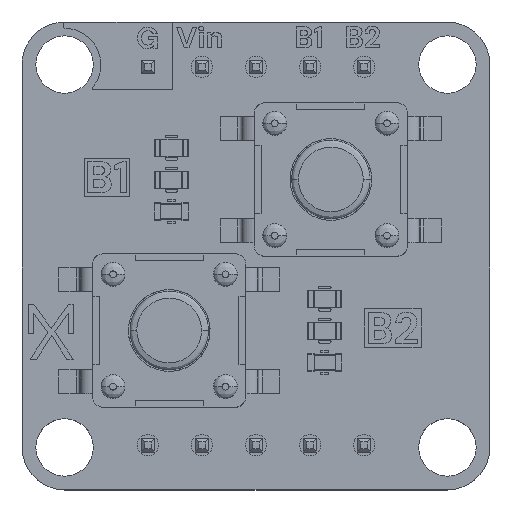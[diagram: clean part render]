
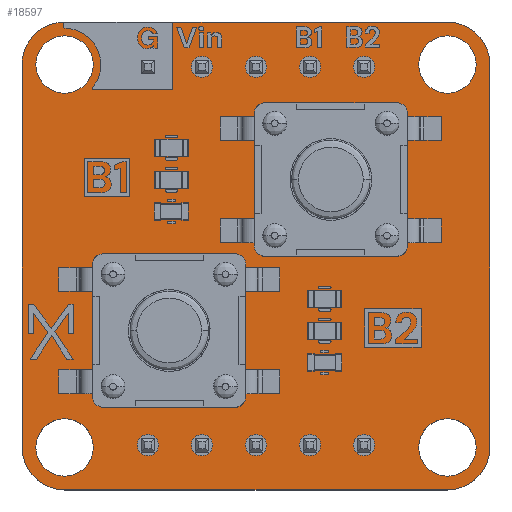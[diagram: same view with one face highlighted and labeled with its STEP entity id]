
A CAD part, top view. The second image highlights one B-rep face of the part: STEP entity #18597.
In plain terms, the highlighted planar face has unit normal (0, 0, 1).
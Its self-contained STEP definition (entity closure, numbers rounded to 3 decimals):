
#18294 = VERTEX_POINT('',#18295);
#18295 = CARTESIAN_POINT('',(8.998,10.998,1.51));
#18301 = EDGE_CURVE('',#18294,#18302,#18304,.T.);
#18302 = VERTEX_POINT('',#18303);
#18303 = CARTESIAN_POINT('',(10.998,8.998,1.51));
#18304 = CIRCLE('',#18305,2.);
#18305 = AXIS2_PLACEMENT_3D('',#18306,#18307,#18308);
#18306 = CARTESIAN_POINT('',(8.998,8.998,1.51));
#18307 = DIRECTION('',(0.,0.,-1.));
#18308 = DIRECTION('',(0.,1.,0.));
#18336 = VERTEX_POINT('',#18337);
#18337 = CARTESIAN_POINT('',(-8.993,10.998,1.51));
#18343 = EDGE_CURVE('',#18336,#18294,#18344,.T.);
#18344 = LINE('',#18345,#18346);
#18345 = CARTESIAN_POINT('',(-8.993,10.998,1.51));
#18346 = VECTOR('',#18347,1.);
#18347 = DIRECTION('',(1.,0.,0.));
#18365 = EDGE_CURVE('',#18302,#18366,#18368,.T.);
#18366 = VERTEX_POINT('',#18367);
#18367 = CARTESIAN_POINT('',(10.998,-9.002,1.51));
#18368 = LINE('',#18369,#18370);
#18369 = CARTESIAN_POINT('',(10.998,8.998,1.51));
#18370 = VECTOR('',#18371,1.);
#18371 = DIRECTION('',(0.,-1.,0.));
#18597 = ADVANCED_FACE('',(#18598,#18644,#18655,#18666,#18677,#18688,
    #18699,#18710,#18721,#18732,#18743,#18754,#18765,#18776,#18787),
  #18798,.T.);
#18598 = FACE_BOUND('',#18599,.T.);
#18599 = EDGE_LOOP('',(#18600,#18601,#18602,#18611,#18619,#18628,#18636,
    #18643));
#18600 = ORIENTED_EDGE('',*,*,#18301,.F.);
#18601 = ORIENTED_EDGE('',*,*,#18343,.F.);
#18602 = ORIENTED_EDGE('',*,*,#18603,.F.);
#18603 = EDGE_CURVE('',#18604,#18336,#18606,.T.);
#18604 = VERTEX_POINT('',#18605);
#18605 = CARTESIAN_POINT('',(-11.002,8.998,1.51));
#18606 = CIRCLE('',#18607,2.);
#18607 = AXIS2_PLACEMENT_3D('',#18608,#18609,#18610);
#18608 = CARTESIAN_POINT('',(-9.002,8.998,1.51));
#18609 = DIRECTION('',(0.,0.,-1.));
#18610 = DIRECTION('',(-1.,0.,-0.));
#18611 = ORIENTED_EDGE('',*,*,#18612,.F.);
#18612 = EDGE_CURVE('',#18613,#18604,#18615,.T.);
#18613 = VERTEX_POINT('',#18614);
#18614 = CARTESIAN_POINT('',(-11.002,-9.002,1.51));
#18615 = LINE('',#18616,#18617);
#18616 = CARTESIAN_POINT('',(-11.002,-9.002,1.51));
#18617 = VECTOR('',#18618,1.);
#18618 = DIRECTION('',(0.,1.,0.));
#18619 = ORIENTED_EDGE('',*,*,#18620,.F.);
#18620 = EDGE_CURVE('',#18621,#18613,#18623,.T.);
#18621 = VERTEX_POINT('',#18622);
#18622 = CARTESIAN_POINT('',(-9.002,-11.002,1.51));
#18623 = CIRCLE('',#18624,2.);
#18624 = AXIS2_PLACEMENT_3D('',#18625,#18626,#18627);
#18625 = CARTESIAN_POINT('',(-9.002,-9.002,1.51));
#18626 = DIRECTION('',(0.,0.,-1.));
#18627 = DIRECTION('',(0.,-1.,0.));
#18628 = ORIENTED_EDGE('',*,*,#18629,.F.);
#18629 = EDGE_CURVE('',#18630,#18621,#18632,.T.);
#18630 = VERTEX_POINT('',#18631);
#18631 = CARTESIAN_POINT('',(8.998,-11.002,1.51));
#18632 = LINE('',#18633,#18634);
#18633 = CARTESIAN_POINT('',(8.998,-11.002,1.51));
#18634 = VECTOR('',#18635,1.);
#18635 = DIRECTION('',(-1.,0.,0.));
#18636 = ORIENTED_EDGE('',*,*,#18637,.F.);
#18637 = EDGE_CURVE('',#18366,#18630,#18638,.T.);
#18638 = CIRCLE('',#18639,2.);
#18639 = AXIS2_PLACEMENT_3D('',#18640,#18641,#18642);
#18640 = CARTESIAN_POINT('',(8.998,-9.002,1.51));
#18641 = DIRECTION('',(0.,0.,-1.));
#18642 = DIRECTION('',(1.,0.,0.));
#18643 = ORIENTED_EDGE('',*,*,#18365,.F.);
#18644 = FACE_BOUND('',#18645,.T.);
#18645 = EDGE_LOOP('',(#18646));
#18646 = ORIENTED_EDGE('',*,*,#18647,.T.);
#18647 = EDGE_CURVE('',#18648,#18648,#18650,.T.);
#18648 = VERTEX_POINT('',#18649);
#18649 = CARTESIAN_POINT('',(-9.002,-10.352,1.51));
#18650 = CIRCLE('',#18651,1.35);
#18651 = AXIS2_PLACEMENT_3D('',#18652,#18653,#18654);
#18652 = CARTESIAN_POINT('',(-9.002,-9.002,1.51));
#18653 = DIRECTION('',(-0.,0.,-1.));
#18654 = DIRECTION('',(-0.,-1.,0.));
#18655 = FACE_BOUND('',#18656,.T.);
#18656 = EDGE_LOOP('',(#18657));
#18657 = ORIENTED_EDGE('',*,*,#18658,.T.);
#18658 = EDGE_CURVE('',#18659,#18659,#18661,.T.);
#18659 = VERTEX_POINT('',#18660);
#18660 = CARTESIAN_POINT('',(-5.082,-9.392,1.51));
#18661 = CIRCLE('',#18662,0.5);
#18662 = AXIS2_PLACEMENT_3D('',#18663,#18664,#18665);
#18663 = CARTESIAN_POINT('',(-5.082,-8.892,1.51));
#18664 = DIRECTION('',(-0.,0.,-1.));
#18665 = DIRECTION('',(-0.,-1.,0.));
#18666 = FACE_BOUND('',#18667,.T.);
#18667 = EDGE_LOOP('',(#18668));
#18668 = ORIENTED_EDGE('',*,*,#18669,.T.);
#18669 = EDGE_CURVE('',#18670,#18670,#18672,.T.);
#18670 = VERTEX_POINT('',#18671);
#18671 = CARTESIAN_POINT('',(-2.542,-9.392,1.51));
#18672 = CIRCLE('',#18673,0.5);
#18673 = AXIS2_PLACEMENT_3D('',#18674,#18675,#18676);
#18674 = CARTESIAN_POINT('',(-2.542,-8.892,1.51));
#18675 = DIRECTION('',(-0.,0.,-1.));
#18676 = DIRECTION('',(-0.,-1.,0.));
#18677 = FACE_BOUND('',#18678,.T.);
#18678 = EDGE_LOOP('',(#18679));
#18679 = ORIENTED_EDGE('',*,*,#18680,.T.);
#18680 = EDGE_CURVE('',#18681,#18681,#18683,.T.);
#18681 = VERTEX_POINT('',#18682);
#18682 = CARTESIAN_POINT('',(-0.002,-9.392,1.51));
#18683 = CIRCLE('',#18684,0.5);
#18684 = AXIS2_PLACEMENT_3D('',#18685,#18686,#18687);
#18685 = CARTESIAN_POINT('',(-0.002,-8.892,1.51));
#18686 = DIRECTION('',(-0.,0.,-1.));
#18687 = DIRECTION('',(0.,-1.,-0.));
#18688 = FACE_BOUND('',#18689,.T.);
#18689 = EDGE_LOOP('',(#18690));
#18690 = ORIENTED_EDGE('',*,*,#18691,.T.);
#18691 = EDGE_CURVE('',#18692,#18692,#18694,.T.);
#18692 = VERTEX_POINT('',#18693);
#18693 = CARTESIAN_POINT('',(2.538,-9.392,1.51));
#18694 = CIRCLE('',#18695,0.5);
#18695 = AXIS2_PLACEMENT_3D('',#18696,#18697,#18698);
#18696 = CARTESIAN_POINT('',(2.538,-8.892,1.51));
#18697 = DIRECTION('',(-0.,0.,-1.));
#18698 = DIRECTION('',(-0.,-1.,0.));
#18699 = FACE_BOUND('',#18700,.T.);
#18700 = EDGE_LOOP('',(#18701));
#18701 = ORIENTED_EDGE('',*,*,#18702,.T.);
#18702 = EDGE_CURVE('',#18703,#18703,#18705,.T.);
#18703 = VERTEX_POINT('',#18704);
#18704 = CARTESIAN_POINT('',(5.078,-9.392,1.51));
#18705 = CIRCLE('',#18706,0.5);
#18706 = AXIS2_PLACEMENT_3D('',#18707,#18708,#18709);
#18707 = CARTESIAN_POINT('',(5.078,-8.892,1.51));
#18708 = DIRECTION('',(-0.,0.,-1.));
#18709 = DIRECTION('',(-0.,-1.,0.));
#18710 = FACE_BOUND('',#18711,.T.);
#18711 = EDGE_LOOP('',(#18712));
#18712 = ORIENTED_EDGE('',*,*,#18713,.T.);
#18713 = EDGE_CURVE('',#18714,#18714,#18716,.T.);
#18714 = VERTEX_POINT('',#18715);
#18715 = CARTESIAN_POINT('',(8.998,-10.352,1.51));
#18716 = CIRCLE('',#18717,1.35);
#18717 = AXIS2_PLACEMENT_3D('',#18718,#18719,#18720);
#18718 = CARTESIAN_POINT('',(8.998,-9.002,1.51));
#18719 = DIRECTION('',(-0.,0.,-1.));
#18720 = DIRECTION('',(-0.,-1.,0.));
#18721 = FACE_BOUND('',#18722,.T.);
#18722 = EDGE_LOOP('',(#18723));
#18723 = ORIENTED_EDGE('',*,*,#18724,.T.);
#18724 = EDGE_CURVE('',#18725,#18725,#18727,.T.);
#18725 = VERTEX_POINT('',#18726);
#18726 = CARTESIAN_POINT('',(-9.002,7.648,1.51));
#18727 = CIRCLE('',#18728,1.35);
#18728 = AXIS2_PLACEMENT_3D('',#18729,#18730,#18731);
#18729 = CARTESIAN_POINT('',(-9.002,8.998,1.51));
#18730 = DIRECTION('',(-0.,0.,-1.));
#18731 = DIRECTION('',(-0.,-1.,0.));
#18732 = FACE_BOUND('',#18733,.T.);
#18733 = EDGE_LOOP('',(#18734));
#18734 = ORIENTED_EDGE('',*,*,#18735,.T.);
#18735 = EDGE_CURVE('',#18736,#18736,#18738,.T.);
#18736 = VERTEX_POINT('',#18737);
#18737 = CARTESIAN_POINT('',(-5.082,8.388,1.51));
#18738 = CIRCLE('',#18739,0.5);
#18739 = AXIS2_PLACEMENT_3D('',#18740,#18741,#18742);
#18740 = CARTESIAN_POINT('',(-5.082,8.888,1.51));
#18741 = DIRECTION('',(-0.,0.,-1.));
#18742 = DIRECTION('',(-0.,-1.,0.));
#18743 = FACE_BOUND('',#18744,.T.);
#18744 = EDGE_LOOP('',(#18745));
#18745 = ORIENTED_EDGE('',*,*,#18746,.T.);
#18746 = EDGE_CURVE('',#18747,#18747,#18749,.T.);
#18747 = VERTEX_POINT('',#18748);
#18748 = CARTESIAN_POINT('',(-2.542,8.388,1.51));
#18749 = CIRCLE('',#18750,0.5);
#18750 = AXIS2_PLACEMENT_3D('',#18751,#18752,#18753);
#18751 = CARTESIAN_POINT('',(-2.542,8.888,1.51));
#18752 = DIRECTION('',(-0.,0.,-1.));
#18753 = DIRECTION('',(-0.,-1.,0.));
#18754 = FACE_BOUND('',#18755,.T.);
#18755 = EDGE_LOOP('',(#18756));
#18756 = ORIENTED_EDGE('',*,*,#18757,.T.);
#18757 = EDGE_CURVE('',#18758,#18758,#18760,.T.);
#18758 = VERTEX_POINT('',#18759);
#18759 = CARTESIAN_POINT('',(-0.002,8.388,1.51));
#18760 = CIRCLE('',#18761,0.5);
#18761 = AXIS2_PLACEMENT_3D('',#18762,#18763,#18764);
#18762 = CARTESIAN_POINT('',(-0.002,8.888,1.51));
#18763 = DIRECTION('',(-0.,0.,-1.));
#18764 = DIRECTION('',(0.,-1.,-0.));
#18765 = FACE_BOUND('',#18766,.T.);
#18766 = EDGE_LOOP('',(#18767));
#18767 = ORIENTED_EDGE('',*,*,#18768,.T.);
#18768 = EDGE_CURVE('',#18769,#18769,#18771,.T.);
#18769 = VERTEX_POINT('',#18770);
#18770 = CARTESIAN_POINT('',(2.538,8.388,1.51));
#18771 = CIRCLE('',#18772,0.5);
#18772 = AXIS2_PLACEMENT_3D('',#18773,#18774,#18775);
#18773 = CARTESIAN_POINT('',(2.538,8.888,1.51));
#18774 = DIRECTION('',(-0.,0.,-1.));
#18775 = DIRECTION('',(-0.,-1.,0.));
#18776 = FACE_BOUND('',#18777,.T.);
#18777 = EDGE_LOOP('',(#18778));
#18778 = ORIENTED_EDGE('',*,*,#18779,.T.);
#18779 = EDGE_CURVE('',#18780,#18780,#18782,.T.);
#18780 = VERTEX_POINT('',#18781);
#18781 = CARTESIAN_POINT('',(5.078,8.388,1.51));
#18782 = CIRCLE('',#18783,0.5);
#18783 = AXIS2_PLACEMENT_3D('',#18784,#18785,#18786);
#18784 = CARTESIAN_POINT('',(5.078,8.888,1.51));
#18785 = DIRECTION('',(-0.,0.,-1.));
#18786 = DIRECTION('',(-0.,-1.,0.));
#18787 = FACE_BOUND('',#18788,.T.);
#18788 = EDGE_LOOP('',(#18789));
#18789 = ORIENTED_EDGE('',*,*,#18790,.T.);
#18790 = EDGE_CURVE('',#18791,#18791,#18793,.T.);
#18791 = VERTEX_POINT('',#18792);
#18792 = CARTESIAN_POINT('',(8.998,7.648,1.51));
#18793 = CIRCLE('',#18794,1.35);
#18794 = AXIS2_PLACEMENT_3D('',#18795,#18796,#18797);
#18795 = CARTESIAN_POINT('',(8.998,8.998,1.51));
#18796 = DIRECTION('',(-0.,0.,-1.));
#18797 = DIRECTION('',(-0.,-1.,0.));
#18798 = PLANE('',#18799);
#18799 = AXIS2_PLACEMENT_3D('',#18800,#18801,#18802);
#18800 = CARTESIAN_POINT('',(0.,0.,1.51));
#18801 = DIRECTION('',(0.,0.,1.));
#18802 = DIRECTION('',(1.,0.,-0.));
